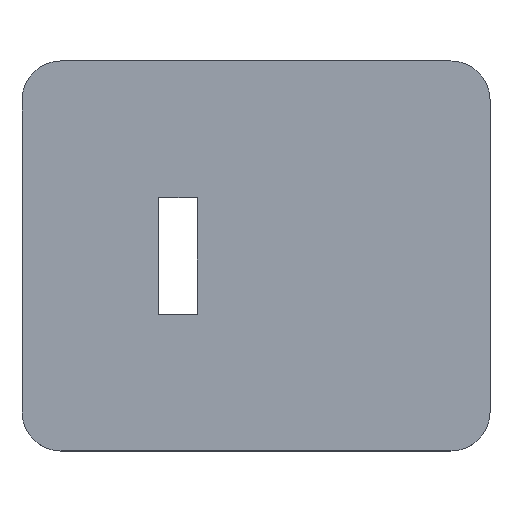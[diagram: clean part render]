
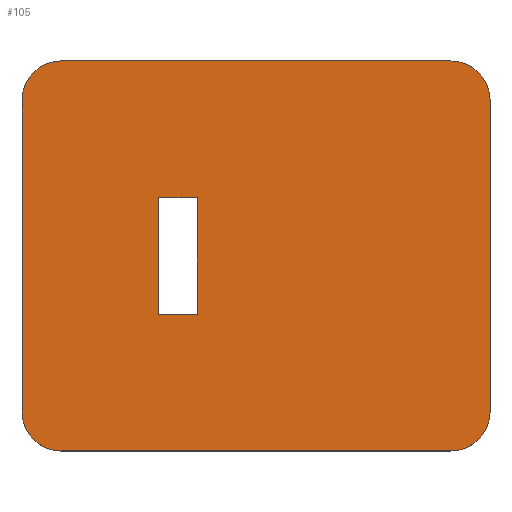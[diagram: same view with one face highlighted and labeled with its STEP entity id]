
A CAD part, top view. The second image highlights one B-rep face of the part: STEP entity #105.
In plain terms, the highlighted planar face has unit normal (0, 0, 1).
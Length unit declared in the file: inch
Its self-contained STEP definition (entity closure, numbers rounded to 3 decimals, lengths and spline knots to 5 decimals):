
#10 = DIRECTION ( 'NONE',  ( -1., 0., 0. ) ) ;
#11 = VERTEX_POINT ( 'NONE', #454 ) ;
#12 = DIRECTION ( 'NONE',  ( -1., 0., 0. ) ) ;
#15 = AXIS2_PLACEMENT_3D ( 'NONE', #55, #181, #376 ) ;
#18 = CARTESIAN_POINT ( 'NONE',  ( -1.25, 1.25, 0.25 ) ) ;
#21 = DIRECTION ( 'NONE',  ( 1., 0., 0. ) ) ;
#23 = DIRECTION ( 'NONE',  ( 0., 0., 1. ) ) ;
#25 = CARTESIAN_POINT ( 'NONE',  ( 1.25, -1., 0.25 ) ) ;
#28 = EDGE_CURVE ( 'NONE', #479, #29, #170, .T. ) ;
#29 = VERTEX_POINT ( 'NONE', #180 ) ;
#34 = DIRECTION ( 'NONE',  ( 1., 0., 0. ) ) ;
#36 = DIRECTION ( 'NONE',  ( 1., 0., 0. ) ) ;
#41 = CIRCLE ( 'NONE', #278, 0.25 ) ;
#50 = CARTESIAN_POINT ( 'NONE',  ( -1.5, 1.25, 0.25 ) ) ;
#52 = AXIS2_PLACEMENT_3D ( 'NONE', #360, #235, #34 ) ;
#55 = CARTESIAN_POINT ( 'NONE',  ( -1.25, -1., 0.25 ) ) ;
#59 = CIRCLE ( 'NONE', #15, 0.25 ) ;
#62 = VERTEX_POINT ( 'NONE', #457 ) ;
#69 = VECTOR ( 'NONE', #378, 39.37008 ) ;
#76 = DIRECTION ( 'NONE',  ( 0., 0., 1. ) ) ;
#79 = ORIENTED_EDGE ( 'NONE', *, *, #316, .T. ) ;
#95 = VECTOR ( 'NONE', #151, 39.37008 ) ;
#105 = ADVANCED_FACE ( 'NONE', ( #269, #227 ), #231, .T. ) ;
#106 = ORIENTED_EDGE ( 'NONE', *, *, #511, .T. ) ;
#119 = EDGE_LOOP ( 'NONE', ( #198, #501, #277, #435 ) ) ;
#120 = CARTESIAN_POINT ( 'NONE',  ( -0.375, 0.375, 0.25 ) ) ;
#122 = CARTESIAN_POINT ( 'NONE',  ( -0.625, -0.375, 0.25 ) ) ;
#124 = VECTOR ( 'NONE', #10, 39.37008 ) ;
#130 = CARTESIAN_POINT ( 'NONE',  ( 1.25, -1.25, 0.25 ) ) ;
#136 = VECTOR ( 'NONE', #281, 39.37008 ) ;
#148 = EDGE_CURVE ( 'NONE', #62, #361, #409, .T. ) ;
#149 = CARTESIAN_POINT ( 'NONE',  ( -1.5, -1., 0.25 ) ) ;
#150 = CIRCLE ( 'NONE', #52, 0.25 ) ;
#151 = DIRECTION ( 'NONE',  ( 0., -1., 0. ) ) ;
#152 = CARTESIAN_POINT ( 'NONE',  ( 1.5, -1., 0.25 ) ) ;
#163 = CARTESIAN_POINT ( 'NONE',  ( -0.375, 0.375, 0.25 ) ) ;
#167 = VERTEX_POINT ( 'NONE', #175 ) ;
#170 = LINE ( 'NONE', #262, #336 ) ;
#175 = CARTESIAN_POINT ( 'NONE',  ( -0.625, -0.375, 0.25 ) ) ;
#177 = VERTEX_POINT ( 'NONE', #130 ) ;
#180 = CARTESIAN_POINT ( 'NONE',  ( -0.625, 0.375, 0.25 ) ) ;
#181 = DIRECTION ( 'NONE',  ( 0., 0., 1. ) ) ;
#183 = LINE ( 'NONE', #503, #95 ) ;
#198 = ORIENTED_EDGE ( 'NONE', *, *, #28, .F. ) ;
#201 = LINE ( 'NONE', #508, #263 ) ;
#210 = EDGE_LOOP ( 'NONE', ( #324, #79, #431, #411, #257, #106, #426, #510 ) ) ;
#227 = FACE_BOUND ( 'NONE', #119, .T. ) ;
#231 = PLANE ( 'NONE',  #509 ) ;
#235 = DIRECTION ( 'NONE',  ( 0., 0., 1. ) ) ;
#239 = EDGE_CURVE ( 'NONE', #291, #286, #304, .T. ) ;
#250 = CIRCLE ( 'NONE', #393, 0.25 ) ;
#257 = ORIENTED_EDGE ( 'NONE', *, *, #477, .T. ) ;
#262 = CARTESIAN_POINT ( 'NONE',  ( -0.625, 0.375, 0.25 ) ) ;
#263 = VECTOR ( 'NONE', #36, 39.37008 ) ;
#269 = FACE_OUTER_BOUND ( 'NONE', #210, .T. ) ;
#277 = ORIENTED_EDGE ( 'NONE', *, *, #369, .F. ) ;
#278 = AXIS2_PLACEMENT_3D ( 'NONE', #25, #76, #470 ) ;
#281 = DIRECTION ( 'NONE',  ( 1., 0., 0. ) ) ;
#282 = VERTEX_POINT ( 'NONE', #430 ) ;
#286 = VERTEX_POINT ( 'NONE', #149 ) ;
#291 = VERTEX_POINT ( 'NONE', #350 ) ;
#295 = VECTOR ( 'NONE', #424, 39.37008 ) ;
#298 = EDGE_CURVE ( 'NONE', #29, #167, #183, .T. ) ;
#303 = LINE ( 'NONE', #458, #69 ) ;
#304 = LINE ( 'NONE', #347, #295 ) ;
#316 = EDGE_CURVE ( 'NONE', #361, #291, #250, .T. ) ;
#324 = ORIENTED_EDGE ( 'NONE', *, *, #148, .T. ) ;
#335 = EDGE_CURVE ( 'NONE', #408, #11, #303, .T. ) ;
#336 = VECTOR ( 'NONE', #12, 39.37008 ) ;
#347 = CARTESIAN_POINT ( 'NONE',  ( -1.5, 1.25, 0.25 ) ) ;
#348 = EDGE_CURVE ( 'NONE', #286, #473, #59, .T. ) ;
#350 = CARTESIAN_POINT ( 'NONE',  ( -1.5, 1., 0.25 ) ) ;
#360 = CARTESIAN_POINT ( 'NONE',  ( 1.25, 1., 0.25 ) ) ;
#361 = VERTEX_POINT ( 'NONE', #18 ) ;
#369 = EDGE_CURVE ( 'NONE', #167, #282, #389, .T. ) ;
#376 = DIRECTION ( 'NONE',  ( 1., 0., 0. ) ) ;
#377 = DIRECTION ( 'NONE',  ( 0., 0., 1. ) ) ;
#378 = DIRECTION ( 'NONE',  ( 0., 1., 0. ) ) ;
#382 = CARTESIAN_POINT ( 'NONE',  ( 0., 0., 0.25 ) ) ;
#389 = LINE ( 'NONE', #122, #136 ) ;
#393 = AXIS2_PLACEMENT_3D ( 'NONE', #420, #23, #495 ) ;
#408 = VERTEX_POINT ( 'NONE', #152 ) ;
#409 = LINE ( 'NONE', #50, #124 ) ;
#411 = ORIENTED_EDGE ( 'NONE', *, *, #348, .T. ) ;
#420 = CARTESIAN_POINT ( 'NONE',  ( -1.25, 1., 0.25 ) ) ;
#424 = DIRECTION ( 'NONE',  ( 0., -1., 0. ) ) ;
#426 = ORIENTED_EDGE ( 'NONE', *, *, #335, .T. ) ;
#430 = CARTESIAN_POINT ( 'NONE',  ( -0.375, -0.375, 0.25 ) ) ;
#431 = ORIENTED_EDGE ( 'NONE', *, *, #239, .T. ) ;
#434 = LINE ( 'NONE', #120, #482 ) ;
#435 = ORIENTED_EDGE ( 'NONE', *, *, #298, .F. ) ;
#439 = EDGE_CURVE ( 'NONE', #11, #62, #150, .T. ) ;
#454 = CARTESIAN_POINT ( 'NONE',  ( 1.5, 1., 0.25 ) ) ;
#457 = CARTESIAN_POINT ( 'NONE',  ( 1.25, 1.25, 0.25 ) ) ;
#458 = CARTESIAN_POINT ( 'NONE',  ( 1.5, 1.25, 0.25 ) ) ;
#461 = EDGE_CURVE ( 'NONE', #282, #479, #434, .T. ) ;
#470 = DIRECTION ( 'NONE',  ( 1., 0., 0. ) ) ;
#473 = VERTEX_POINT ( 'NONE', #480 ) ;
#477 = EDGE_CURVE ( 'NONE', #473, #177, #201, .T. ) ;
#479 = VERTEX_POINT ( 'NONE', #163 ) ;
#480 = CARTESIAN_POINT ( 'NONE',  ( -1.25, -1.25, 0.25 ) ) ;
#482 = VECTOR ( 'NONE', #514, 39.37008 ) ;
#495 = DIRECTION ( 'NONE',  ( 1., 0., 0. ) ) ;
#501 = ORIENTED_EDGE ( 'NONE', *, *, #461, .F. ) ;
#503 = CARTESIAN_POINT ( 'NONE',  ( -0.625, 0.375, 0.25 ) ) ;
#508 = CARTESIAN_POINT ( 'NONE',  ( -1.5, -1.25, 0.25 ) ) ;
#509 = AXIS2_PLACEMENT_3D ( 'NONE', #382, #377, #21 ) ;
#510 = ORIENTED_EDGE ( 'NONE', *, *, #439, .T. ) ;
#511 = EDGE_CURVE ( 'NONE', #177, #408, #41, .T. ) ;
#514 = DIRECTION ( 'NONE',  ( 0., 1., 0. ) ) ;
